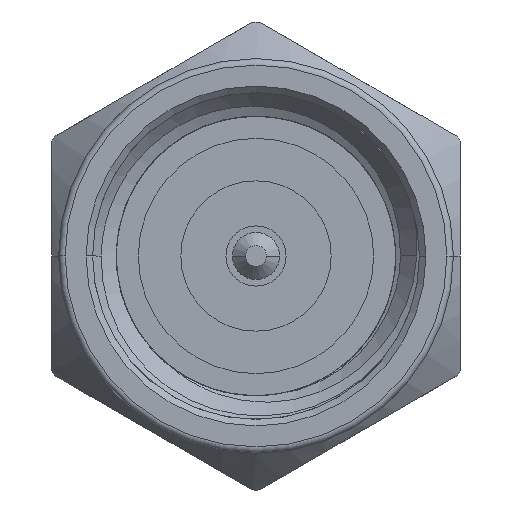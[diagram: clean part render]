
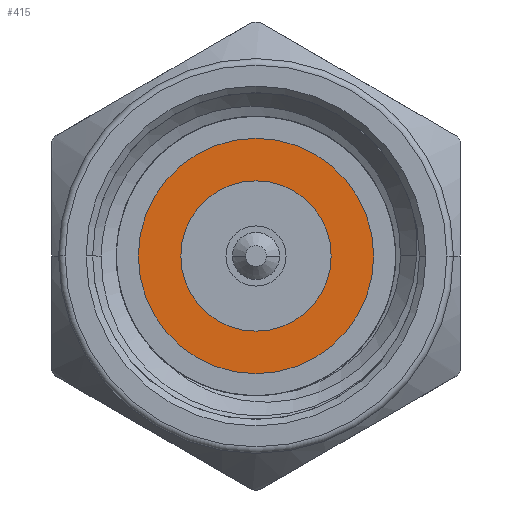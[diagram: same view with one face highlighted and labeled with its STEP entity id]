
A CAD part, front view. The second image highlights one B-rep face of the part: STEP entity #415.
In plain terms, the highlighted planar face has unit normal (0, -1, 0).
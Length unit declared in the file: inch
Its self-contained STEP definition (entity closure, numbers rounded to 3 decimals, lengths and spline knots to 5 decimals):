
#170 = EDGE_LOOP ( 'NONE', ( #782, #3636 ) ) ;
#237 = AXIS2_PLACEMENT_3D ( 'NONE', #5813, #1228, #4904 ) ;
#352 = DIRECTION ( 'NONE',  ( 1., 0., 0. ) ) ;
#381 = AXIS2_PLACEMENT_3D ( 'NONE', #616, #4322, #3920 ) ;
#411 = EDGE_CURVE ( 'NONE', #4697, #731, #5848, .T. ) ;
#415 = ADVANCED_FACE ( 'NONE', ( #1097, #663 ), #3609, .T. ) ;
#616 = CARTESIAN_POINT ( 'NONE',  ( 0., -0.39162, 0. ) ) ;
#663 = FACE_OUTER_BOUND ( 'NONE', #3111, .T. ) ;
#731 = VERTEX_POINT ( 'NONE', #5155 ) ;
#749 = DIRECTION ( 'NONE',  ( 0., -1., 0. ) ) ;
#782 = ORIENTED_EDGE ( 'NONE', *, *, #3338, .F. ) ;
#1097 = FACE_BOUND ( 'NONE', #170, .T. ) ;
#1228 = DIRECTION ( 'NONE',  ( 0., -1., 0. ) ) ;
#1285 = CARTESIAN_POINT ( 'NONE',  ( 0., -0.39162, 0. ) ) ;
#1451 = DIRECTION ( 'NONE',  ( 1., 0., 0. ) ) ;
#1628 = VERTEX_POINT ( 'NONE', #1967 ) ;
#1654 = EDGE_CURVE ( 'NONE', #1628, #3530, #5251, .T. ) ;
#1947 = CARTESIAN_POINT ( 'NONE',  ( 0., -0.39162, 0. ) ) ;
#1967 = CARTESIAN_POINT ( 'NONE',  ( 0.05748, -0.39162, 0. ) ) ;
#2130 = CARTESIAN_POINT ( 'NONE',  ( 0., -0.39162, 0. ) ) ;
#2346 = CARTESIAN_POINT ( 'NONE',  ( -0.05748, -0.39162, 0. ) ) ;
#2543 = AXIS2_PLACEMENT_3D ( 'NONE', #1947, #3845, #1451 ) ;
#2672 = AXIS2_PLACEMENT_3D ( 'NONE', #2130, #749, #3987 ) ;
#2715 = AXIS2_PLACEMENT_3D ( 'NONE', #1285, #5342, #352 ) ;
#2895 = CIRCLE ( 'NONE', #2672, 0.05748 ) ;
#3111 = EDGE_LOOP ( 'NONE', ( #3419, #4216 ) ) ;
#3170 = EDGE_CURVE ( 'NONE', #731, #4697, #5665, .T. ) ;
#3338 = EDGE_CURVE ( 'NONE', #3530, #1628, #2895, .T. ) ;
#3419 = ORIENTED_EDGE ( 'NONE', *, *, #3170, .T. ) ;
#3530 = VERTEX_POINT ( 'NONE', #2346 ) ;
#3609 = PLANE ( 'NONE',  #237 ) ;
#3636 = ORIENTED_EDGE ( 'NONE', *, *, #1654, .F. ) ;
#3845 = DIRECTION ( 'NONE',  ( 0., -1., 0. ) ) ;
#3920 = DIRECTION ( 'NONE',  ( 1., 0., 0. ) ) ;
#3987 = DIRECTION ( 'NONE',  ( 1., 0., 0. ) ) ;
#4216 = ORIENTED_EDGE ( 'NONE', *, *, #411, .T. ) ;
#4322 = DIRECTION ( 'NONE',  ( 0., -1., 0. ) ) ;
#4697 = VERTEX_POINT ( 'NONE', #4909 ) ;
#4904 = DIRECTION ( 'NONE',  ( 1., 0., 0. ) ) ;
#4909 = CARTESIAN_POINT ( 'NONE',  ( 0.09, -0.39162, 0. ) ) ;
#5155 = CARTESIAN_POINT ( 'NONE',  ( -0.09, -0.39162, 0. ) ) ;
#5251 = CIRCLE ( 'NONE', #2543, 0.05748 ) ;
#5342 = DIRECTION ( 'NONE',  ( 0., -1., 0. ) ) ;
#5665 = CIRCLE ( 'NONE', #381, 0.09 ) ;
#5813 = CARTESIAN_POINT ( 'NONE',  ( 0., -0.39162, 0. ) ) ;
#5848 = CIRCLE ( 'NONE', #2715, 0.09 ) ;
